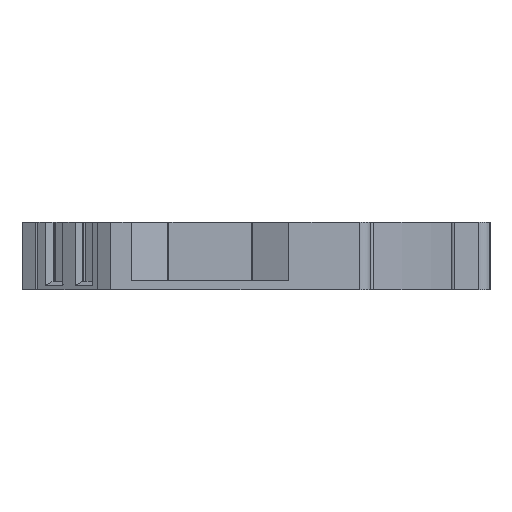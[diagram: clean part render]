
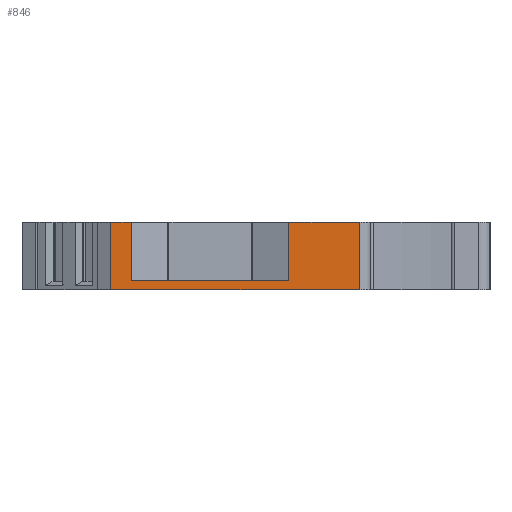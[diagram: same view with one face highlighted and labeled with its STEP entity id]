
A CAD part, left-side view. The second image highlights one B-rep face of the part: STEP entity #846.
In plain terms, the highlighted planar face has unit normal (-1, 0, 0).
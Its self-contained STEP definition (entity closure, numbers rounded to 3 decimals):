
#846=ADVANCED_FACE('',(#1583),#1144,.T.);
#1144=PLANE('',#9836);
#1583=FACE_OUTER_BOUND('',#2089,.T.);
#2089=EDGE_LOOP('',(#6043,#6044,#6045,#6046,#6047,#6048,#6049,#6050));
#2388=LINE('',#12801,#3252);
#2538=LINE('',#13228,#3402);
#2542=LINE('',#13240,#3406);
#2948=LINE('',#22669,#3812);
#2953=LINE('',#22683,#3817);
#2956=LINE('',#22688,#3820);
#2957=LINE('',#22689,#3821);
#2958=LINE('',#22690,#3822);
#3252=VECTOR('',#10229,1.);
#3402=VECTOR('',#10507,1.);
#3406=VECTOR('',#10515,1.);
#3812=VECTOR('',#11803,1.);
#3817=VECTOR('',#11818,1.);
#3820=VECTOR('',#11825,1.);
#3821=VECTOR('',#11826,1.);
#3822=VECTOR('',#11827,1.);
#6043=ORIENTED_EDGE('',*,*,#7991,.T.);
#6044=ORIENTED_EDGE('',*,*,#8744,.T.);
#6045=ORIENTED_EDGE('',*,*,#8734,.T.);
#6046=ORIENTED_EDGE('',*,*,#8741,.F.);
#6047=ORIENTED_EDGE('',*,*,#7985,.F.);
#6048=ORIENTED_EDGE('',*,*,#8745,.F.);
#6049=ORIENTED_EDGE('',*,*,#7772,.F.);
#6050=ORIENTED_EDGE('',*,*,#8746,.F.);
#6885=VERTEX_POINT('',#12800);
#6886=VERTEX_POINT('',#12802);
#7098=VERTEX_POINT('',#13227);
#7099=VERTEX_POINT('',#13229);
#7104=VERTEX_POINT('',#13239);
#7105=VERTEX_POINT('',#13241);
#7538=VERTEX_POINT('',#22668);
#7539=VERTEX_POINT('',#22670);
#7772=EDGE_CURVE('',#6885,#6886,#2388,.T.);
#7985=EDGE_CURVE('',#7098,#7099,#2538,.T.);
#7991=EDGE_CURVE('',#7105,#7104,#2542,.T.);
#8734=EDGE_CURVE('',#7539,#7538,#2948,.T.);
#8741=EDGE_CURVE('',#7099,#7538,#2953,.T.);
#8744=EDGE_CURVE('',#7104,#7539,#2956,.T.);
#8745=EDGE_CURVE('',#6886,#7098,#2957,.T.);
#8746=EDGE_CURVE('',#7105,#6885,#2958,.T.);
#9836=AXIS2_PLACEMENT_3D('',#22691,#11828,#11829);
#10229=DIRECTION('',(0.,1.,0.));
#10507=DIRECTION('',(0.,-1.,0.));
#10515=DIRECTION('',(0.,1.,0.));
#11803=DIRECTION('',(0.,1.,0.));
#11818=DIRECTION('',(0.,0.,-1.));
#11825=DIRECTION('',(0.,0.,-1.));
#11826=DIRECTION('',(0.,0.,1.));
#11827=DIRECTION('',(0.,0.,-1.));
#11828=DIRECTION('',(-1.,0.,0.));
#11829=DIRECTION('',(0.,0.,1.));
#12800=CARTESIAN_POINT('',(-40.,-10.5,-3.45));
#12801=CARTESIAN_POINT('',(-40.,-10.5,-3.45));
#12802=CARTESIAN_POINT('',(-40.,12.,-3.45));
#13227=CARTESIAN_POINT('',(-40.,12.,2.65));
#13228=CARTESIAN_POINT('',(-40.,12.,2.65));
#13229=CARTESIAN_POINT('',(-40.,10.114,2.65));
#13239=CARTESIAN_POINT('',(-40.,-4.114,2.65));
#13240=CARTESIAN_POINT('',(-40.,-10.5,2.65));
#13241=CARTESIAN_POINT('',(-40.,-10.5,2.65));
#22668=CARTESIAN_POINT('',(-40.,10.114,-2.65));
#22669=CARTESIAN_POINT('',(-40.,-4.114,-2.65));
#22670=CARTESIAN_POINT('',(-40.,-4.114,-2.65));
#22683=CARTESIAN_POINT('',(-40.,10.114,2.65));
#22688=CARTESIAN_POINT('',(-40.,-4.114,2.65));
#22689=CARTESIAN_POINT('',(-40.,12.,-3.45));
#22690=CARTESIAN_POINT('',(-40.,-10.5,2.65));
#22691=CARTESIAN_POINT('',(-40.,20.,-3.45));
